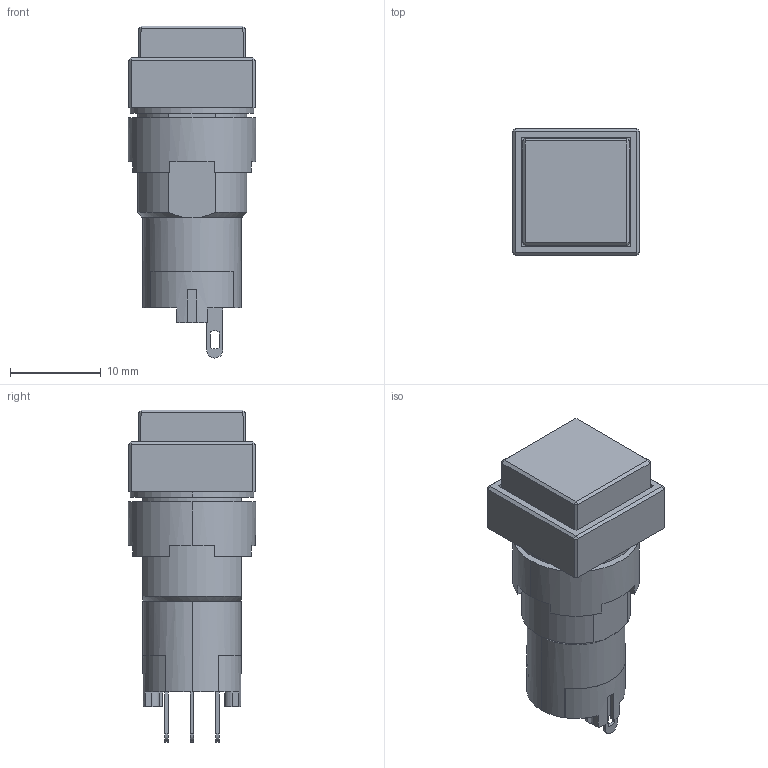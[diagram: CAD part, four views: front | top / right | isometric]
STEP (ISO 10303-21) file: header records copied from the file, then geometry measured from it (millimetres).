
FILE_DESCRIPTION (( 'STEP AP214' ), '1' );
FILE_NAME ('12_AB2Q-[M][A]1(P)$.STEP', '2020-10-26T01:38:00', ( 'IDEC' ), ( 'IDEC' ), 'SwSTEP 2.0', 'SolidWorks 2019', '' );
FILE_SCHEMA (( 'AUTOMOTIVE_DESIGN' ));
Length unit declared in the file: millimetre
Products named in the file (5): A2-OPERATOR-Q; 12_AB2Q-[M][A]1(P)$; A2-NONILL-BASE_1C; A2-BODY-Q; A2-LOCK-NUT
Assembly tree (4 placements, depth 2):
  12_AB2Q-[M][A]1(P)$
    A2-BODY-Q
    A2-OPERATOR-Q
    A2-NONILL-BASE_1C
    A2-LOCK-NUT
Bounding box: 14 x 14 x 36.5 mm (x, y, z)
Volume: 3754.7 mm3; surface area: 3101.3 mm2
Topology: 4 solids, 4 shells, 177 faces, 466 edges, 301 vertices
Faces by surface type: plane 127, cylinder 45, cone 5
Entity records: 5663 total; most frequent: CARTESIAN_POINT 987, DIRECTION 943, ORIENTED_EDGE 932, EDGE_CURVE 466, LINE 333, VECTOR 333, AXIS2_PLACEMENT_3D 305, VERTEX_POINT 301
